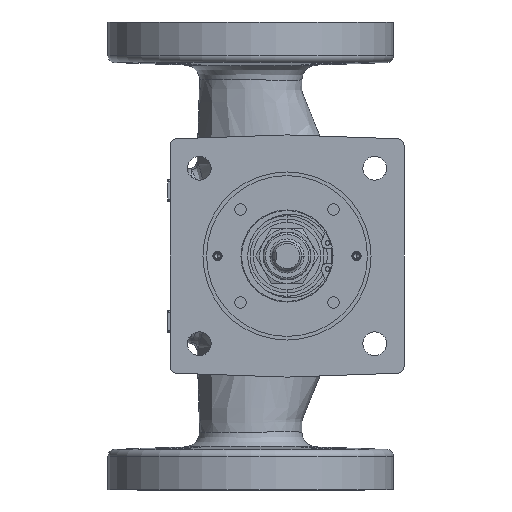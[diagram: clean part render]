
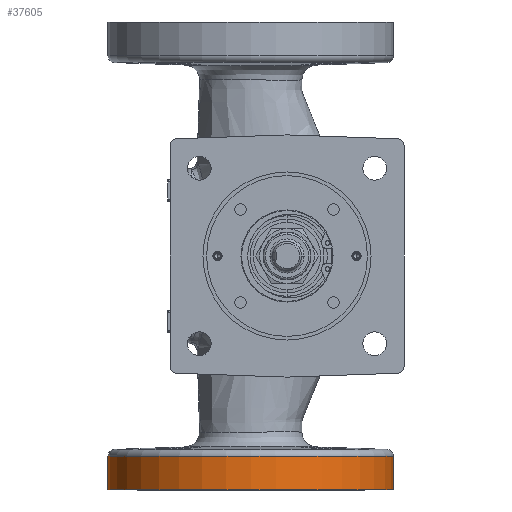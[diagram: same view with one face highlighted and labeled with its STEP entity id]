
A CAD part, left-side view. The second image highlights one B-rep face of the part: STEP entity #37605.
In plain terms, the highlighted cylindrical face has radius 61.976 mm (diameter 123.952 mm), a partial arc.
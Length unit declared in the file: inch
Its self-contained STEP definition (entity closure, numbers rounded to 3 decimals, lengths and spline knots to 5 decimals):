
#3133 = AXIS2_PLACEMENT_3D ( 'NONE', #21489, #29354, #6671 ) ;
#3190 = VECTOR ( 'NONE', #22521, 39.37008 ) ;
#3315 = CARTESIAN_POINT ( 'NONE',  ( -1.12, 3.06, -3.42588 ) ) ;
#6671 = DIRECTION ( 'NONE',  ( 0., -1., 0. ) ) ;
#7973 = LINE ( 'NONE', #11338, #38427 ) ;
#10556 = DIRECTION ( 'NONE',  ( 0., 1., 0. ) ) ;
#11338 = CARTESIAN_POINT ( 'NONE',  ( -1.12, -1.82, 3.22479 ) ) ;
#12634 = ORIENTED_EDGE ( 'NONE', *, *, #36686, .T. ) ;
#13095 = LINE ( 'NONE', #44800, #3190 ) ;
#14191 = VERTEX_POINT ( 'NONE', #35865 ) ;
#19931 = EDGE_CURVE ( 'Defeatured_0_220+Defeatured_0_218+Defeatured_0_180+Defeatured_0_181', #31378, #31438, #37728, .T. ) ;
#20400 = CIRCLE ( 'NONE', #3133, 2.44 ) ;
#20585 = VERTEX_POINT ( 'NONE', #3315 ) ;
#20853 = FACE_OUTER_BOUND ( 'NONE', #40207, .T. ) ;
#21489 = CARTESIAN_POINT ( 'NONE',  ( -1.12, 0.62, -3.42588 ) ) ;
#21869 = CARTESIAN_POINT ( 'NONE',  ( -1.12, 3.06, -4. ) ) ;
#22521 = DIRECTION ( 'NONE',  ( 0., 0., -1. ) ) ;
#22670 = ORIENTED_EDGE ( 'NONE', *, *, #19931, .F. ) ;
#23575 = ORIENTED_EDGE ( 'NONE', *, *, #31481, .T. ) ;
#24656 = AXIS2_PLACEMENT_3D ( 'NONE', #43122, #35899, #10556 ) ;
#25065 = AXIS2_PLACEMENT_3D ( 'NONE', #44916, #33296, #37421 ) ;
#29354 = DIRECTION ( 'NONE',  ( 0., 0., -1. ) ) ;
#29709 = CYLINDRICAL_SURFACE ( 'NONE', #24656, 2.44 ) ;
#31378 = VERTEX_POINT ( 'NONE', #47457 ) ;
#31438 = VERTEX_POINT ( 'NONE', #21869 ) ;
#31481 = EDGE_CURVE ( 'NONE', #20585, #31438, #13095, .T. ) ;
#33296 = DIRECTION ( 'NONE',  ( 0., 0., -1. ) ) ;
#35865 = CARTESIAN_POINT ( 'NONE',  ( -1.12, -1.82, -3.42588 ) ) ;
#35899 = DIRECTION ( 'NONE',  ( 0., 0., -1. ) ) ;
#36650 = ORIENTED_EDGE ( 'NONE', *, *, #47894, .F. ) ;
#36686 = EDGE_CURVE ( 'Defeatured_0_218+Defeatured_0_258+Defeatured_0_180+Defeatured_0_181', #14191, #20585, #20400, .T. ) ;
#37421 = DIRECTION ( 'NONE',  ( 0., 1., 0. ) ) ;
#37605 = ADVANCED_FACE ( 'Defeatured_0_218', ( #20853 ), #29709, .T. ) ;
#37728 = CIRCLE ( 'NONE', #25065, 2.44 ) ;
#38427 = VECTOR ( 'NONE', #45671, 39.37008 ) ;
#40207 = EDGE_LOOP ( 'NONE', ( #36650, #12634, #23575, #22670 ) ) ;
#43122 = CARTESIAN_POINT ( 'NONE',  ( -1.12, 0.62, 3.22479 ) ) ;
#44800 = CARTESIAN_POINT ( 'NONE',  ( -1.12, 3.06, 3.22479 ) ) ;
#44916 = CARTESIAN_POINT ( 'NONE',  ( -1.12, 0.62, -4. ) ) ;
#45671 = DIRECTION ( 'NONE',  ( 0., 0., -1. ) ) ;
#47457 = CARTESIAN_POINT ( 'NONE',  ( -1.12, -1.82, -4. ) ) ;
#47894 = EDGE_CURVE ( 'NONE', #14191, #31378, #7973, .T. ) ;
